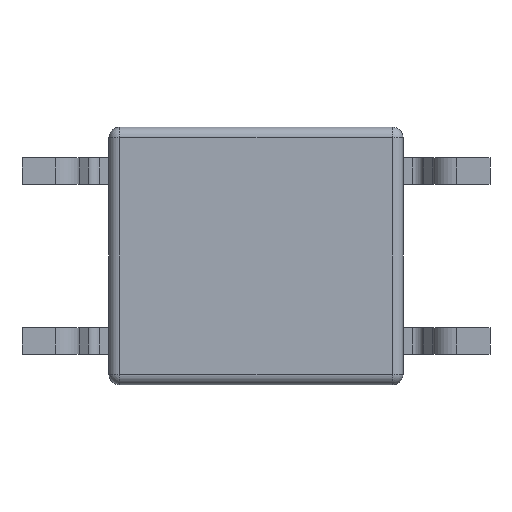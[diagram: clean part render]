
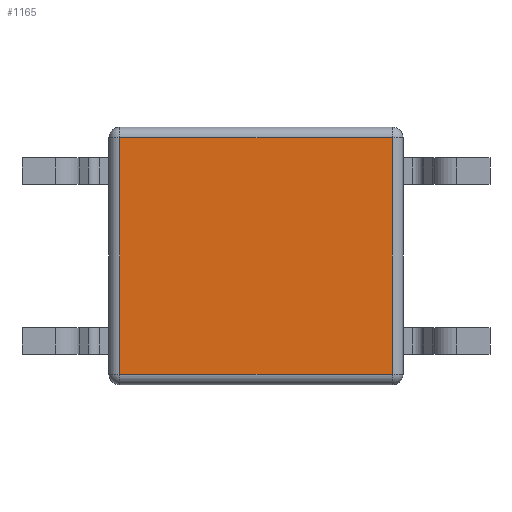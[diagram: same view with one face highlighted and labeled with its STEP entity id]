
A CAD part, front view. The second image highlights one B-rep face of the part: STEP entity #1165.
In plain terms, the highlighted planar face has unit normal (0, -1, 0).
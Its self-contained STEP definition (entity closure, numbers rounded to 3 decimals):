
#56 = VECTOR ( 'NONE', #1491, 1000. ) ;
#61 = VERTEX_POINT ( 'NONE', #1958 ) ;
#123 = VECTOR ( 'NONE', #1966, 1000. ) ;
#180 = VECTOR ( 'NONE', #2074, 1000. ) ;
#238 = CARTESIAN_POINT ( 'NONE',  ( -2.04, 0.2, -1.765 ) ) ;
#257 = EDGE_CURVE ( 'NONE', #2472, #1572, #756, .T. ) ;
#270 = EDGE_CURVE ( 'NONE', #2391, #2472, #2631, .T. ) ;
#442 = DIRECTION ( 'NONE',  ( 1., 0., 0. ) ) ;
#472 = ORIENTED_EDGE ( 'NONE', *, *, #257, .T. ) ;
#588 = ORIENTED_EDGE ( 'NONE', *, *, #270, .T. ) ;
#642 = EDGE_LOOP ( 'NONE', ( #2013, #2364, #588, #472 ) ) ;
#686 = CARTESIAN_POINT ( 'NONE',  ( 2.2, 0.2, -1.765 ) ) ;
#743 = CARTESIAN_POINT ( 'NONE',  ( -2.2, 0.2, 1.765 ) ) ;
#756 = LINE ( 'NONE', #1605, #180 ) ;
#813 = CARTESIAN_POINT ( 'NONE',  ( -2.2, 0.2, 1.925 ) ) ;
#977 = VECTOR ( 'NONE', #442, 1000. ) ;
#1054 = PLANE ( 'NONE',  #1606 ) ;
#1062 = DIRECTION ( 'NONE',  ( -1., 0., 0. ) ) ;
#1106 = EDGE_CURVE ( 'NONE', #61, #2391, #2923, .T. ) ;
#1165 = ADVANCED_FACE ( 'NONE', ( #1752 ), #1054, .F. ) ;
#1288 = DIRECTION ( 'NONE',  ( 0., 1., 0. ) ) ;
#1296 = LINE ( 'NONE', #743, #123 ) ;
#1316 = EDGE_CURVE ( 'NONE', #1572, #61, #1296, .T. ) ;
#1491 = DIRECTION ( 'NONE',  ( 0., 0., -1. ) ) ;
#1572 = VERTEX_POINT ( 'NONE', #2494 ) ;
#1605 = CARTESIAN_POINT ( 'NONE',  ( 2.04, 0.2, 1.925 ) ) ;
#1606 = AXIS2_PLACEMENT_3D ( 'NONE', #813, #1288, #1062 ) ;
#1752 = FACE_OUTER_BOUND ( 'NONE', #642, .T. ) ;
#1759 = CARTESIAN_POINT ( 'NONE',  ( -2.04, 0.2, 1.925 ) ) ;
#1958 = CARTESIAN_POINT ( 'NONE',  ( -2.04, 0.2, 1.765 ) ) ;
#1966 = DIRECTION ( 'NONE',  ( -1., 0., 0. ) ) ;
#2013 = ORIENTED_EDGE ( 'NONE', *, *, #1316, .T. ) ;
#2074 = DIRECTION ( 'NONE',  ( 0., 0., 1. ) ) ;
#2364 = ORIENTED_EDGE ( 'NONE', *, *, #1106, .T. ) ;
#2391 = VERTEX_POINT ( 'NONE', #238 ) ;
#2399 = CARTESIAN_POINT ( 'NONE',  ( 2.04, 0.2, -1.765 ) ) ;
#2472 = VERTEX_POINT ( 'NONE', #2399 ) ;
#2494 = CARTESIAN_POINT ( 'NONE',  ( 2.04, 0.2, 1.765 ) ) ;
#2631 = LINE ( 'NONE', #686, #977 ) ;
#2923 = LINE ( 'NONE', #1759, #56 ) ;
